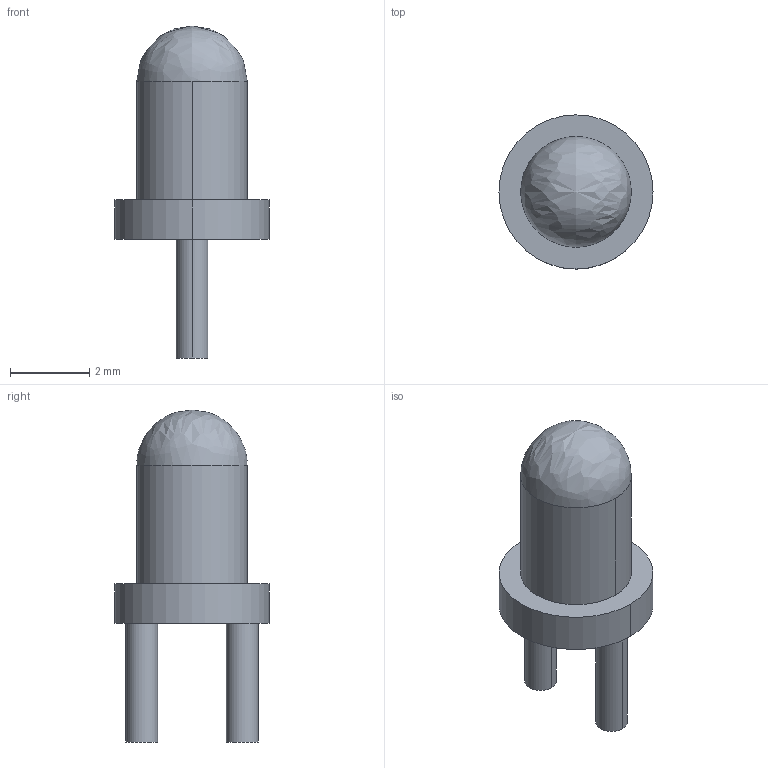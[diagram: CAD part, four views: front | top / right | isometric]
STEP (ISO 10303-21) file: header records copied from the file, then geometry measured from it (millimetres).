
FILE_DESCRIPTION(('FreeCAD Model'),'2;1');
FILE_NAME('Open CASCADE Shape Model','2022-11-12T15:52:59',(''),(''), 'Open CASCADE STEP processor 7.6','FreeCAD','Unknown');
FILE_SCHEMA(('AUTOMOTIVE_DESIGN { 1 0 10303 214 1 1 1 1 }'));
Length unit declared in the file: millimetre
Products named in the file (1): LED-00004 Led Red TH 3mm Iv400mcd
Bounding box: 3.9 x 3.9 x 8.4 mm (x, y, z)
Volume: 39.2 mm3; surface area: 83.8 mm2
Topology: 1 solids, 1 shells, 13 faces, 26 edges, 16 vertices
Faces by surface type: cylinder 8, plane 4, bspline 1
Entity records: 418 total; most frequent: CARTESIAN_POINT 69, DIRECTION 66, ORIENTED_EDGE 48, AXIS2_PLACEMENT_3D 29, EDGE_CURVE 24, FACE_BOUND 16, EDGE_LOOP 16, VERTEX_POINT 16
